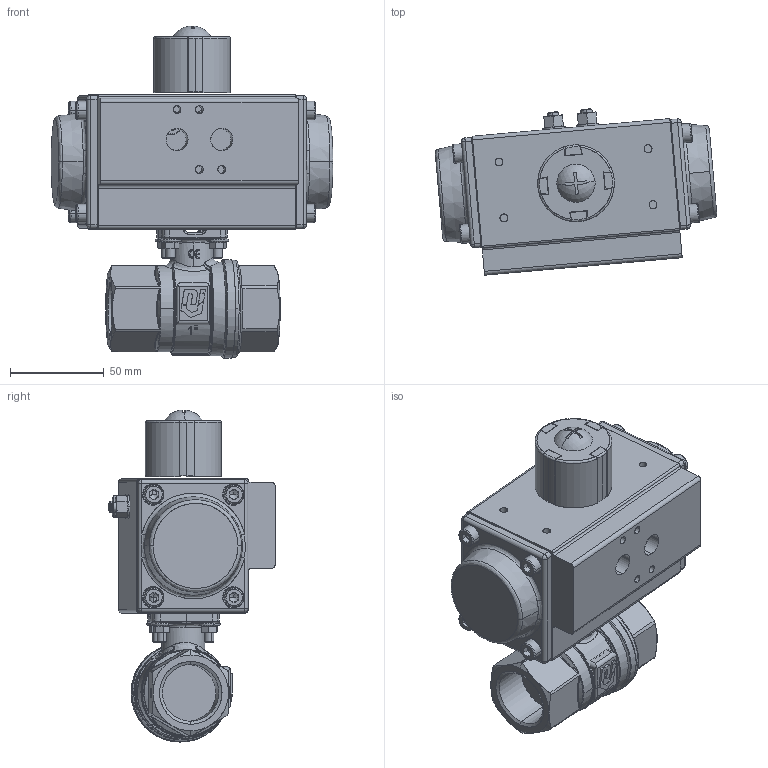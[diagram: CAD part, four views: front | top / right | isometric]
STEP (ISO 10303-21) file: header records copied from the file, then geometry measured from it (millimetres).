
FILE_DESCRIPTION (( 'STEP AP214' ), '1' );
FILE_NAME ('PK01_DN25_einfachwirkend (PK01010005).STEP', '2022-01-14T12:58:24', ( '' ), ( '' ), 'SwSTEP 2.0', 'SolidWorks 2021', '' );
FILE_SCHEMA (( 'AUTOMOTIVE_DESIGN' ));
Length unit declared in the file: metre
Products named in the file (1): PK01_DN25_einfachwirkend (PK01010005)
Bounding box: 150.46 x 88.88 x 177.4 mm (x, y, z)
Surface area: 92468.3 mm2 (no closed solid volume)
Topology: 0 solids, 786 shells, 963 faces, 4494 edges, 4282 vertices
Faces by surface type: plane 345, cylinder 249, bspline 240, cone 119, torus 8, sphere 2
Entity records: 85045 total; most frequent: CARTESIAN_POINT 42323, DIRECTION 5614, ORIENTED_EDGE 4811, EDGE_CURVE 4460, VERTEX_POINT 4282, AXIS2_PLACEMENT_3D 1890, LINE 1834, VECTOR 1834
